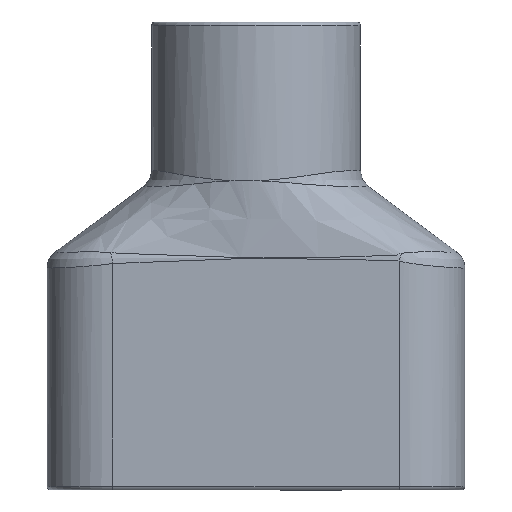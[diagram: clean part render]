
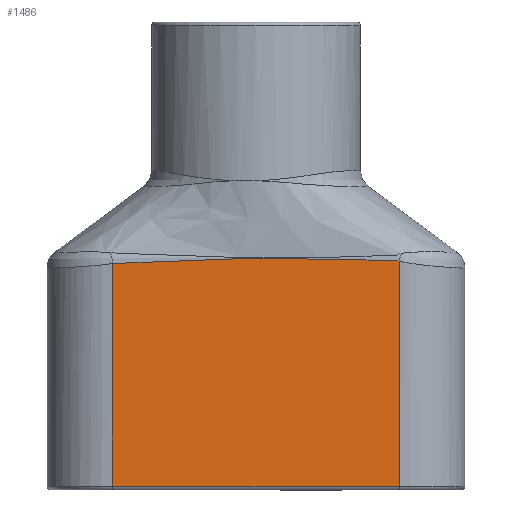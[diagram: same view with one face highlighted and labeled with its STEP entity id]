
A CAD part, front view. The second image highlights one B-rep face of the part: STEP entity #1486.
In plain terms, the highlighted planar face has unit normal (0, -1, 0).
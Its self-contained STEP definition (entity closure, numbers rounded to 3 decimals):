
#93=PLANE('',#1603);
#114=B_SPLINE_CURVE_WITH_KNOTS('',3,(#2202,#2203,#2204,#2205,#2206,#2207,
#2208,#2209,#2210,#2211,#2212,#2213,#2214,#2215,#2216,#2217,#2218,#2219,
#2220),.UNSPECIFIED.,.F.,.F.,(4,1,1,1,1,1,1,1,1,1,1,1,1,1,1,1,4),(0.,0.001,
0.002,0.003,0.005,0.007,
0.009,0.012,0.014,0.019,
0.023,0.028,0.03,0.032,
0.035,0.036,0.037),.UNSPECIFIED.);
#335=ORIENTED_EDGE('',*,*,#807,.T.);
#336=ORIENTED_EDGE('',*,*,#809,.T.);
#337=ORIENTED_EDGE('',*,*,#785,.F.);
#338=ORIENTED_EDGE('',*,*,#810,.T.);
#785=EDGE_CURVE('',#1025,#1026,#1170,.T.);
#807=EDGE_CURVE('',#1042,#1041,#1179,.T.);
#809=EDGE_CURVE('',#1041,#1026,#1180,.T.);
#810=EDGE_CURVE('',#1025,#1042,#114,.T.);
#1025=VERTEX_POINT('',#2018);
#1026=VERTEX_POINT('',#2019);
#1041=VERTEX_POINT('',#2190);
#1042=VERTEX_POINT('',#2192);
#1170=LINE('',#2017,#1209);
#1179=LINE('',#2191,#1218);
#1180=LINE('',#2201,#1219);
#1209=VECTOR('',#1724,1000.);
#1218=VECTOR('',#1751,1000.);
#1219=VECTOR('',#1754,1000.);
#1255=EDGE_LOOP('',(#335,#336,#337,#338));
#1362=FACE_BOUND('',#1255,.T.);
#1486=ADVANCED_FACE('',(#1362),#93,.F.);
#1603=AXIS2_PLACEMENT_3D('',#2200,#1752,#1753);
#1724=DIRECTION('',(0.,0.,-1.));
#1751=DIRECTION('',(0.,0.,-1.));
#1752=DIRECTION('',(0.,1.,0.));
#1753=DIRECTION('',(-1.,0.,0.));
#1754=DIRECTION('',(1.,0.,0.));
#2017=CARTESIAN_POINT('',(18.501,-13.5,30.));
#2018=CARTESIAN_POINT('',(18.501,-13.5,29.588));
#2019=CARTESIAN_POINT('',(18.501,-13.5,0.5));
#2190=CARTESIAN_POINT('',(-18.5,-13.5,0.5));
#2191=CARTESIAN_POINT('',(-18.5,-13.5,30.));
#2192=CARTESIAN_POINT('',(-18.5,-13.5,29.278));
#2200=CARTESIAN_POINT('',(-18.5,-13.5,30.));
#2201=CARTESIAN_POINT('',(-18.5,-13.5,0.5));
#2202=CARTESIAN_POINT('',(18.501,-13.5,29.588));
#2203=CARTESIAN_POINT('',(18.122,-13.5,29.701));
#2204=CARTESIAN_POINT('',(17.348,-13.5,29.688));
#2205=CARTESIAN_POINT('',(16.193,-13.5,29.754));
#2206=CARTESIAN_POINT('',(15.037,-13.5,29.792));
#2207=CARTESIAN_POINT('',(13.495,-13.5,29.846));
#2208=CARTESIAN_POINT('',(11.567,-13.5,29.901));
#2209=CARTESIAN_POINT('',(9.253,-13.5,29.952));
#2210=CARTESIAN_POINT('',(6.939,-13.5,29.985));
#2211=CARTESIAN_POINT('',(3.854,-13.5,30.006));
#2212=CARTESIAN_POINT('',(-0.003,-13.5,29.991));
#2213=CARTESIAN_POINT('',(-4.631,-13.5,29.907));
#2214=CARTESIAN_POINT('',(-8.486,-13.5,29.784));
#2215=CARTESIAN_POINT('',(-11.569,-13.5,29.658));
#2216=CARTESIAN_POINT('',(-13.881,-13.5,29.551));
#2217=CARTESIAN_POINT('',(-15.807,-13.5,29.46));
#2218=CARTESIAN_POINT('',(-17.347,-13.5,29.373));
#2219=CARTESIAN_POINT('',(-18.119,-13.5,29.351));
#2220=CARTESIAN_POINT('',(-18.5,-13.5,29.278));
